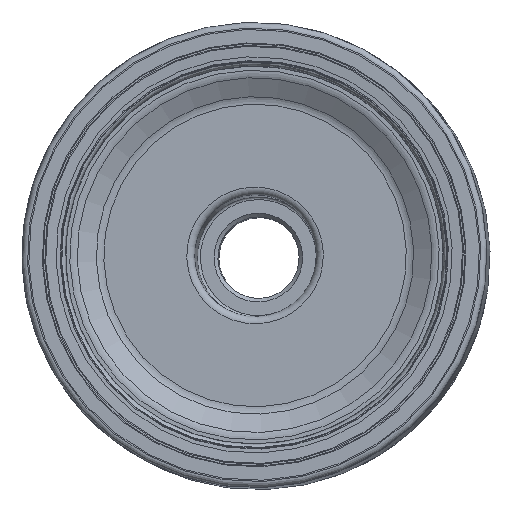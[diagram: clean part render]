
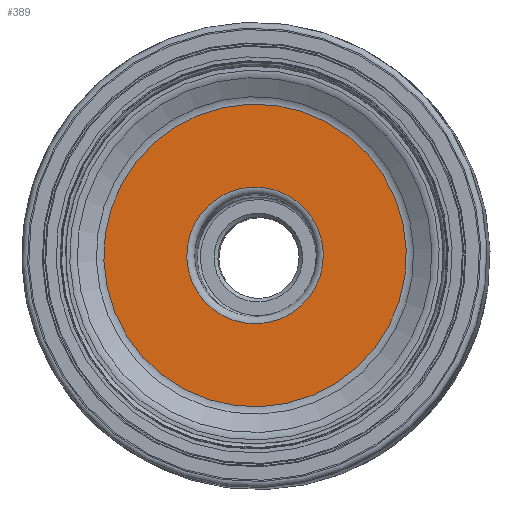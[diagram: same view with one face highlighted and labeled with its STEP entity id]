
A CAD part, front view. The second image highlights one B-rep face of the part: STEP entity #389.
In plain terms, the highlighted planar face has unit normal (-0.04, -0.999, 0.026).
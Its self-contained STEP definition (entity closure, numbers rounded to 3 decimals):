
#111=PLANE('',#1982);
#389=ADVANCED_FACE('',(#676,#677),#111,.T.);
#676=FACE_BOUND('',#787,.T.);
#677=FACE_BOUND('',#788,.T.);
#787=EDGE_LOOP('',(#971));
#788=EDGE_LOOP('',(#972));
#971=ORIENTED_EDGE('',*,*,#1427,.T.);
#972=ORIENTED_EDGE('',*,*,#1428,.T.);
#1295=VERTEX_POINT('',#3141);
#1296=VERTEX_POINT('',#3143);
#1427=EDGE_CURVE('',#1295,#1295,#1582,.T.);
#1428=EDGE_CURVE('',#1296,#1296,#1583,.T.);
#1582=CIRCLE('',#1980,9.25);
#1583=CIRCLE('',#1981,20.488);
#1980=AXIS2_PLACEMENT_3D('',#3140,#2259,#2260);
#1981=AXIS2_PLACEMENT_3D('',#3142,#2261,#2262);
#1982=AXIS2_PLACEMENT_3D('',#3144,#2263,#2264);
#2259=DIRECTION('',(0.04,0.999,-0.026));
#2260=DIRECTION('',(-0.99,0.043,0.136));
#2261=DIRECTION('',(-0.04,-0.999,0.026));
#2262=DIRECTION('',(-0.99,0.043,0.136));
#2263=DIRECTION('',(-0.04,-0.999,0.026));
#2264=DIRECTION('',(-0.99,0.043,0.136));
#3140=CARTESIAN_POINT('',(-1.474,-36.808,0.952));
#3141=CARTESIAN_POINT('',(-10.63,-36.409,2.211));
#3142=CARTESIAN_POINT('',(-1.474,-36.808,0.952));
#3143=CARTESIAN_POINT('',(-21.752,-35.924,3.74));
#3144=CARTESIAN_POINT('',(19.334,-37.716,-1.909));
